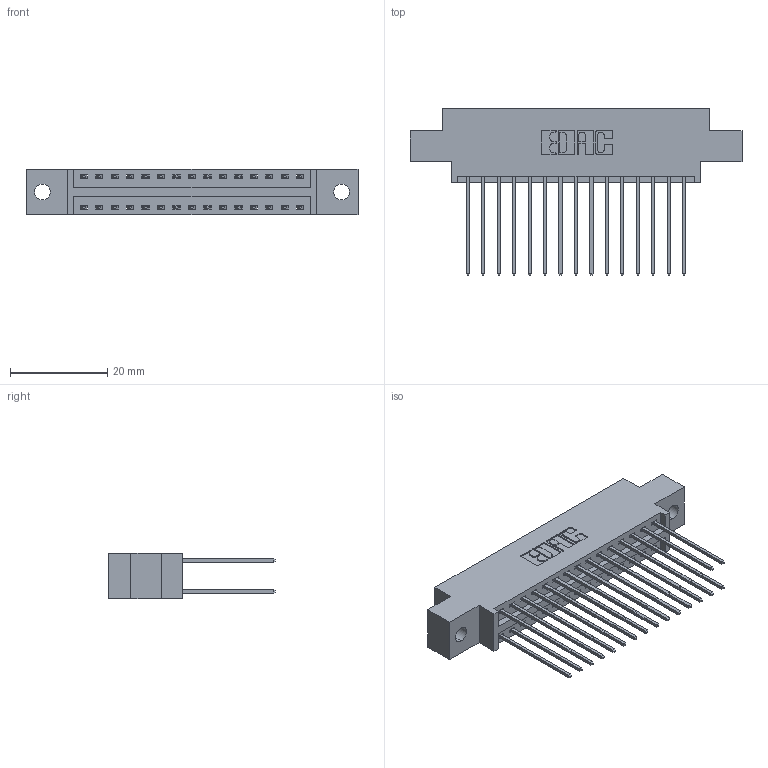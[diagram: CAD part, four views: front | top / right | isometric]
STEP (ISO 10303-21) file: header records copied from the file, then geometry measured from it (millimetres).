
FILE_DESCRIPTION (( 'STEP AP203' ), '1' );
FILE_NAME ('346-030-541-802.STEP', '2018-08-22T05:34:04', ( '' ), ( '' ), 'SwSTEP 2.0', 'SolidWorks 2016', '' );
FILE_SCHEMA (( 'CONFIG_CONTROL_DESIGN' ));
Length unit declared in the file: inch
Products named in the file (3): 346 Part_0.170 Offset - 0.128 Dia; 345-292-001_345-293-141; 346-030-541-802
Assembly tree (31 placements, depth 2):
  346-030-541-802
    346 Part_0.170 Offset - 0.128 Dia
    345-292-001_345-293-141  x30
Bounding box: 68.2 x 34.29 x 9.4 mm (x, y, z)
Volume: 6421.4 mm3; surface area: 9138 mm2
Topology: 31 solids, 31 shells, 1686 faces, 4991 edges, 3286 vertices
Faces by surface type: plane 1130, cylinder 556
Entity records: 13577 total; most frequent: CARTESIAN_POINT 2276, ORIENTED_EDGE 2210, DIRECTION 2057, EDGE_CURVE 1105, LINE 913, VECTOR 913, VERTEX_POINT 734, AXIS2_PLACEMENT_3D 572
